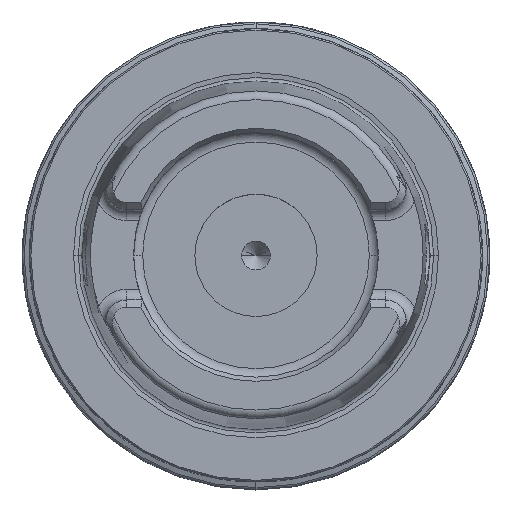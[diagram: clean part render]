
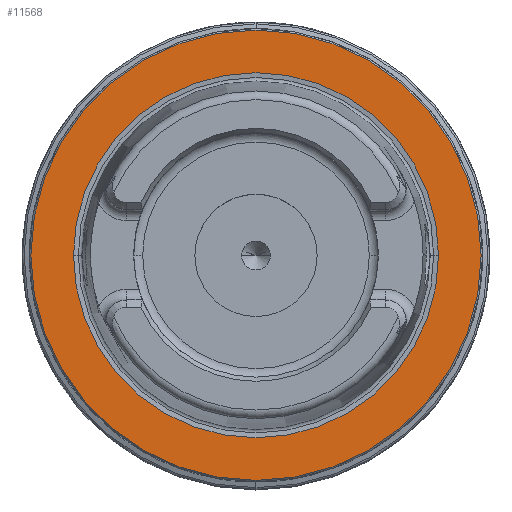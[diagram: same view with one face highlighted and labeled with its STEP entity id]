
A CAD part, top view. The second image highlights one B-rep face of the part: STEP entity #11568.
In plain terms, the highlighted planar face has unit normal (0, 0, 1).
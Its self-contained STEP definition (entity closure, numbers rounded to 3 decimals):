
#5262=CARTESIAN_POINT('',(0.,0.,0.));
#5263=DIRECTION('',(0.,0.,1.));
#5264=DIRECTION('',(1.,0.,0.));
#5265=AXIS2_PLACEMENT_3D('',#5262,#5263,#5264);
#5278=CARTESIAN_POINT('',(0.,0.,0.));
#5279=DIRECTION('',(0.,0.,-1.));
#5280=DIRECTION('',(1.,0.,0.));
#5281=AXIS2_PLACEMENT_3D('',#5278,#5279,#5280);
#5300=CARTESIAN_POINT('',(0.,0.,0.));
#5301=DIRECTION('',(0.,0.,1.));
#5302=DIRECTION('',(1.,0.,0.));
#5303=AXIS2_PLACEMENT_3D('',#5300,#5301,#5302);
#7894=CARTESIAN_POINT('',(0.,0.,0.));
#7895=DIRECTION('',(0.,0.,-1.));
#7896=DIRECTION('',(1.,0.,0.));
#7897=AXIS2_PLACEMENT_3D('',#7894,#7895,#7896);
#7946=CARTESIAN_POINT('',(25.374,0.,0.));
#7948=VERTEX_POINT('',#7946);
#7958=CARTESIAN_POINT('',(-25.374,0.,0.));
#7960=VERTEX_POINT('',#7958);
#8226=CARTESIAN_POINT('',(31.3,0.,0.));
#8227=CARTESIAN_POINT('',(-31.3,0.,0.));
#8228=VERTEX_POINT('',#8226);
#8229=VERTEX_POINT('',#8227);
#11552=CARTESIAN_POINT('',(0.,0.,0.));
#11553=DIRECTION('',(0.,0.,-1.));
#11554=DIRECTION('',(-1.,0.,0.));
#11555=AXIS2_PLACEMENT_3D('',#11552,#11553,#11554);
#11556=PLANE('',#11555);
#11557=ORIENTED_EDGE('',*,*,#11542,.F.);
#11559=ORIENTED_EDGE('',*,*,#11558,.T.);
#11560=EDGE_LOOP('',(#11557,#11559));
#11561=FACE_OUTER_BOUND('',#11560,.F.);
#11563=ORIENTED_EDGE('',*,*,#11562,.F.);
#11565=ORIENTED_EDGE('',*,*,#11564,.T.);
#11566=EDGE_LOOP('',(#11563,#11565));
#11567=FACE_BOUND('',#11566,.F.);
#5266=CIRCLE('',#5265,31.3);
#5282=CIRCLE('',#5281,25.374);
#5304=CIRCLE('',#5303,25.374);
#7898=CIRCLE('',#7897,31.3);
#11542=EDGE_CURVE('',#8228,#8229,#5266,.T.);
#11558=EDGE_CURVE('',#8228,#8229,#7898,.T.);
#11562=EDGE_CURVE('',#7948,#7960,#5282,.T.);
#11564=EDGE_CURVE('',#7948,#7960,#5304,.T.);
#11568=ADVANCED_FACE('',(#11561,#11567),#11556,.F.);
